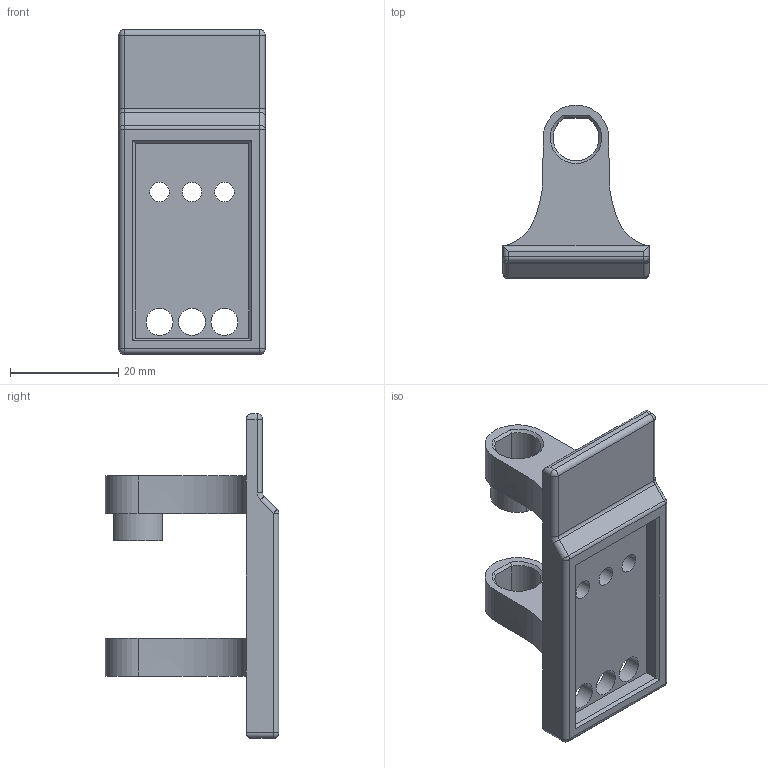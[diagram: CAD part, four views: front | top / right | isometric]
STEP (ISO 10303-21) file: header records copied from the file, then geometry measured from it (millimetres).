
FILE_DESCRIPTION(/* description */ ('STEP AP214'),/* implementation_level */ '2;1');
FILE_NAME(/* name */ '619baa179c982163520750b7',/* time_stamp */ '2021-11-22T14:32:56+00:00',/* author */ (''),/* organization */ (''),/* preprocessor_version */ 'ST-DEVELOPER v18.1',/* originating_system */ ' ',/* authorisation */ ' ');
FILE_SCHEMA (('AUTOMOTIVE_DESIGN {1 0 10303 214 3 1 1}'));
Length unit declared in the file: metre
Products named in the file (1): Fixation bras
Bounding box: 27 x 32.06 x 60 mm (x, y, z)
Volume: 9916 mm3; surface area: 6730.2 mm2
Topology: 1 solids, 1 shells, 74 faces, 176 edges, 100 vertices
Faces by surface type: cylinder 30, plane 30, sphere 6, bspline 4, cone 2, torus 2
Full cylindrical faces by diameter (mm): 2.4 x2, 3.6 x3, 5 x3
Entity records: 2149 total; most frequent: CARTESIAN_POINT 455, DIRECTION 348, ORIENTED_EDGE 320, EDGE_CURVE 160, AXIS2_PLACEMENT_3D 130, EDGE_LOOP 104, FACE_BOUND 104, VERTEX_POINT 98
